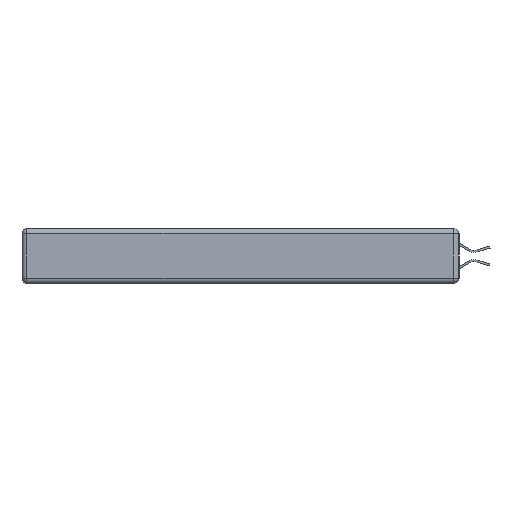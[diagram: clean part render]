
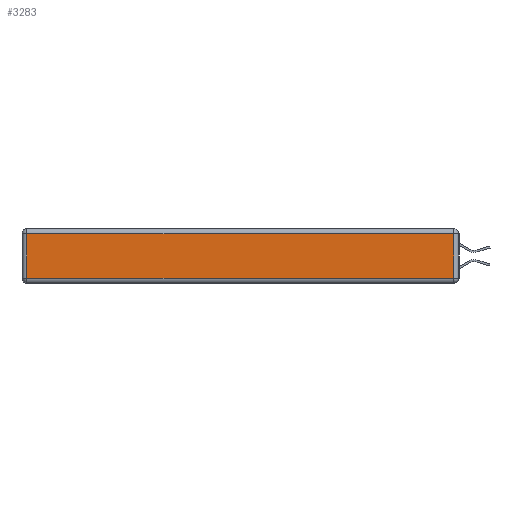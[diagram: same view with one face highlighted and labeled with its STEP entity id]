
A CAD part, left-side view. The second image highlights one B-rep face of the part: STEP entity #3283.
In plain terms, the highlighted planar face has unit normal (-1, 0, 0).
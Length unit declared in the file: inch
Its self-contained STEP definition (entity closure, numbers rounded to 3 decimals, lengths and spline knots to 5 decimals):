
#160 = CARTESIAN_POINT ( 'NONE',  ( 0., 2.72, -0.343 ) ) ;
#1260 = CARTESIAN_POINT ( 'NONE',  ( 0., 0., -0.313 ) ) ;
#1297 = CARTESIAN_POINT ( 'NONE',  ( 0., 0., -0.343 ) ) ;
#1490 = LINE ( 'NONE', #1260, #1783 ) ;
#1783 = VECTOR ( 'NONE', #5397, 39.37008 ) ;
#2053 = EDGE_CURVE ( 'NONE', #2208, #3976, #1490, .T. ) ;
#2208 = VERTEX_POINT ( 'NONE', #11474 ) ;
#3142 = LINE ( 'NONE', #11751, #10339 ) ;
#3207 = CARTESIAN_POINT ( 'NONE',  ( 0., 0.03, -0.313 ) ) ;
#3283 = ADVANCED_FACE ( 'NONE', ( #10738 ), #4267, .T. ) ;
#3578 = ORIENTED_EDGE ( 'NONE', *, *, #4959, .T. ) ;
#3976 = VERTEX_POINT ( 'NONE', #3207 ) ;
#4267 = PLANE ( 'NONE',  #8967 ) ;
#4959 = EDGE_CURVE ( 'NONE', #6485, #2208, #8394, .T. ) ;
#5397 = DIRECTION ( 'NONE',  ( 0., -1., 0. ) ) ;
#6087 = EDGE_LOOP ( 'NONE', ( #7278, #9886, #12267, #3578 ) ) ;
#6485 = VERTEX_POINT ( 'NONE', #8544 ) ;
#7278 = ORIENTED_EDGE ( 'NONE', *, *, #2053, .T. ) ;
#7437 = CARTESIAN_POINT ( 'NONE',  ( 0., 2.75, -0.03 ) ) ;
#8013 = CARTESIAN_POINT ( 'NONE',  ( 0., 0.03, -0.03 ) ) ;
#8323 = EDGE_CURVE ( 'NONE', #10495, #6485, #9078, .T. ) ;
#8394 = LINE ( 'NONE', #160, #12352 ) ;
#8517 = EDGE_CURVE ( 'NONE', #3976, #10495, #3142, .T. ) ;
#8544 = CARTESIAN_POINT ( 'NONE',  ( 0., 2.72, -0.03 ) ) ;
#8967 = AXIS2_PLACEMENT_3D ( 'NONE', #1297, #11180, #12255 ) ;
#9078 = LINE ( 'NONE', #7437, #10921 ) ;
#9285 = DIRECTION ( 'NONE',  ( 0., 1., 0. ) ) ;
#9886 = ORIENTED_EDGE ( 'NONE', *, *, #8517, .T. ) ;
#10339 = VECTOR ( 'NONE', #11709, 39.37008 ) ;
#10495 = VERTEX_POINT ( 'NONE', #8013 ) ;
#10738 = FACE_OUTER_BOUND ( 'NONE', #6087, .T. ) ;
#10799 = DIRECTION ( 'NONE',  ( 0., 0., -1. ) ) ;
#10921 = VECTOR ( 'NONE', #9285, 39.37008 ) ;
#11180 = DIRECTION ( 'NONE',  ( -1., 0., 0. ) ) ;
#11474 = CARTESIAN_POINT ( 'NONE',  ( 0., 2.72, -0.313 ) ) ;
#11709 = DIRECTION ( 'NONE',  ( 0., 0., 1. ) ) ;
#11751 = CARTESIAN_POINT ( 'NONE',  ( 0., 0.03, -0.343 ) ) ;
#12255 = DIRECTION ( 'NONE',  ( 0., 0., 1. ) ) ;
#12267 = ORIENTED_EDGE ( 'NONE', *, *, #8323, .T. ) ;
#12352 = VECTOR ( 'NONE', #10799, 39.37008 ) ;
